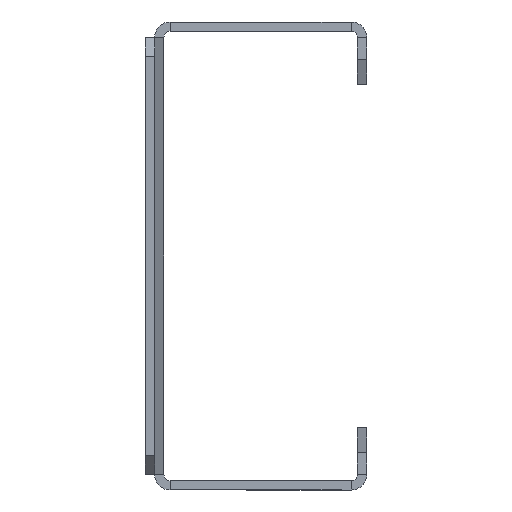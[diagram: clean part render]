
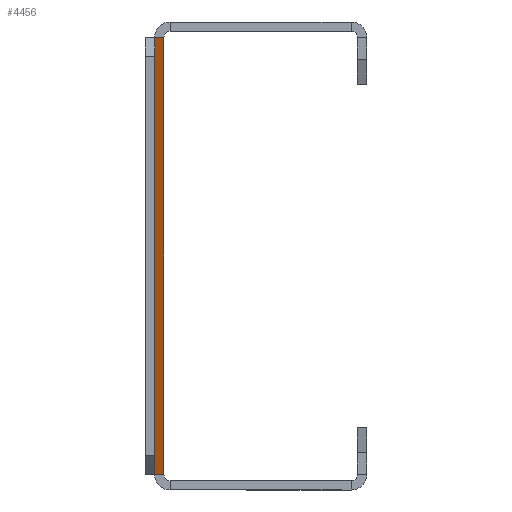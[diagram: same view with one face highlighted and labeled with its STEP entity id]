
A CAD part, left-side view. The second image highlights one B-rep face of the part: STEP entity #4456.
In plain terms, the highlighted planar face has unit normal (-0.225, -0.974, 0).
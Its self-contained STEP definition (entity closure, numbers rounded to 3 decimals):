
#3359 = VERTEX_POINT ( 'NONE', #7742 ) ;
#3490 = ORIENTED_EDGE ( 'NONE', *, *, #7925, .F. ) ;
#3508 = CARTESIAN_POINT ( 'NONE',  ( -279.735, 6.844, 35. ) ) ;
#4418 = VECTOR ( 'NONE', #9066, 1000. ) ;
#4456 = ADVANCED_FACE ( 'NONE', ( #15352 ), #23487, .F. ) ;
#4470 = VERTEX_POINT ( 'NONE', #19549 ) ;
#5680 = ORIENTED_EDGE ( 'NONE', *, *, #11141, .T. ) ;
#5690 = CARTESIAN_POINT ( 'NONE',  ( -279.735, 6.844, -35. ) ) ;
#6876 = EDGE_CURVE ( 'NONE', #9007, #10262, #22058, .T. ) ;
#7742 = CARTESIAN_POINT ( 'NONE',  ( -249.979, -0.026, -35. ) ) ;
#7925 = EDGE_CURVE ( 'NONE', #3359, #9007, #8417, .T. ) ;
#8417 = LINE ( 'NONE', #16154, #23841 ) ;
#9007 = VERTEX_POINT ( 'NONE', #13736 ) ;
#9066 = DIRECTION ( 'NONE',  ( 0.974, -0.225, 0. ) ) ;
#10262 = VERTEX_POINT ( 'NONE', #20124 ) ;
#10406 = VECTOR ( 'NONE', #25482, 1000. ) ;
#11029 = CARTESIAN_POINT ( 'NONE',  ( -242.709, -1.704, 35. ) ) ;
#11141 = EDGE_CURVE ( 'NONE', #4470, #10262, #26116, .T. ) ;
#12724 = AXIS2_PLACEMENT_3D ( 'NONE', #11029, #25507, #15216 ) ;
#13099 = VECTOR ( 'NONE', #26416, 1000. ) ;
#13736 = CARTESIAN_POINT ( 'NONE',  ( -249.979, -0.026, 35. ) ) ;
#13752 = ORIENTED_EDGE ( 'NONE', *, *, #22862, .T. ) ;
#15216 = DIRECTION ( 'NONE',  ( -0.974, 0.225, 0. ) ) ;
#15352 = FACE_OUTER_BOUND ( 'NONE', #21654, .T. ) ;
#16154 = CARTESIAN_POINT ( 'NONE',  ( -249.979, -0.026, 35. ) ) ;
#19549 = CARTESIAN_POINT ( 'NONE',  ( -243.87, -1.436, -35. ) ) ;
#20124 = CARTESIAN_POINT ( 'NONE',  ( -243.87, -1.436, 35. ) ) ;
#20169 = CARTESIAN_POINT ( 'NONE',  ( -243.87, -1.436, 35. ) ) ;
#21654 = EDGE_LOOP ( 'NONE', ( #3490, #13752, #5680, #21858 ) ) ;
#21858 = ORIENTED_EDGE ( 'NONE', *, *, #6876, .F. ) ;
#22058 = LINE ( 'NONE', #3508, #4418 ) ;
#22862 = EDGE_CURVE ( 'NONE', #3359, #4470, #26569, .T. ) ;
#23487 = PLANE ( 'NONE',  #12724 ) ;
#23841 = VECTOR ( 'NONE', #24939, 1000. ) ;
#24939 = DIRECTION ( 'NONE',  ( 0., 0., 1. ) ) ;
#25482 = DIRECTION ( 'NONE',  ( 0., 0., 1. ) ) ;
#25507 = DIRECTION ( 'NONE',  ( 0.225, 0.974, 0. ) ) ;
#26116 = LINE ( 'NONE', #20169, #10406 ) ;
#26416 = DIRECTION ( 'NONE',  ( 0.974, -0.225, 0. ) ) ;
#26569 = LINE ( 'NONE', #5690, #13099 ) ;
